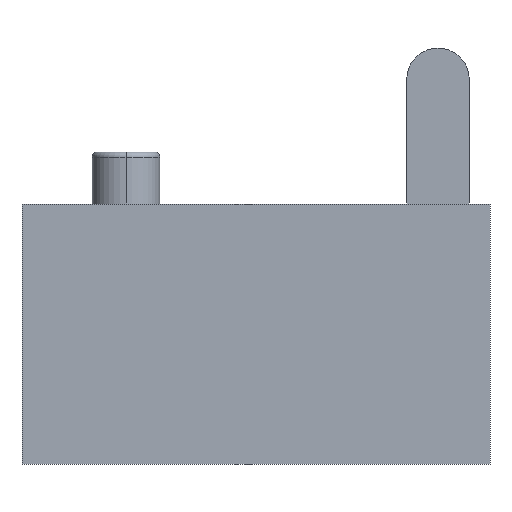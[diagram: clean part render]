
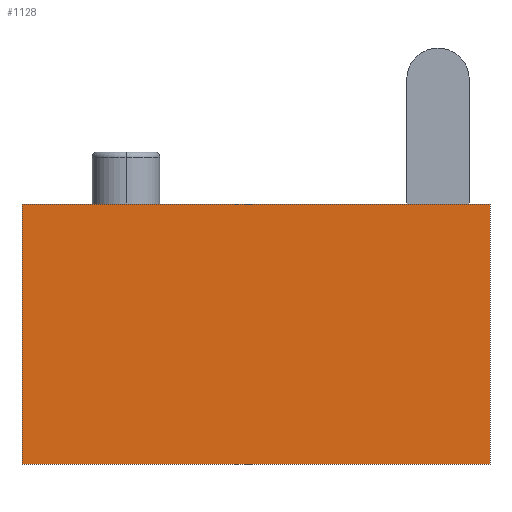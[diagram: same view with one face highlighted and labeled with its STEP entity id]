
A CAD part, left-side view. The second image highlights one B-rep face of the part: STEP entity #1128.
In plain terms, the highlighted planar face has unit normal (-1, 0, 0).
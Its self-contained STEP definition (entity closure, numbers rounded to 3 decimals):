
#42 = LINE ( 'NONE', #1539, #83 ) ;
#83 = VECTOR ( 'NONE', #755, 1000. ) ;
#165 = CARTESIAN_POINT ( 'NONE',  ( -3., 0., 2.5 ) ) ;
#210 = EDGE_LOOP ( 'NONE', ( #1246, #1218, #1046, #224 ) ) ;
#224 = ORIENTED_EDGE ( 'NONE', *, *, #962, .T. ) ;
#288 = CARTESIAN_POINT ( 'NONE',  ( -3., 9., -2.5 ) ) ;
#341 = EDGE_CURVE ( 'NONE', #515, #351, #1350, .T. ) ;
#351 = VERTEX_POINT ( 'NONE', #1343 ) ;
#515 = VERTEX_POINT ( 'NONE', #288 ) ;
#575 = VECTOR ( 'NONE', #1279, 1000. ) ;
#600 = CARTESIAN_POINT ( 'NONE',  ( -3., 0., -2.5 ) ) ;
#696 = DIRECTION ( 'NONE',  ( 0., 0., 1. ) ) ;
#755 = DIRECTION ( 'NONE',  ( 0., -1., 0. ) ) ;
#799 = CARTESIAN_POINT ( 'NONE',  ( -3., 0., 2.5 ) ) ;
#829 = DIRECTION ( 'NONE',  ( 1., 0., 0. ) ) ;
#904 = VECTOR ( 'NONE', #696, 1000. ) ;
#920 = LINE ( 'NONE', #1144, #575 ) ;
#962 = EDGE_CURVE ( 'NONE', #515, #1396, #42, .T. ) ;
#1046 = ORIENTED_EDGE ( 'NONE', *, *, #341, .F. ) ;
#1102 = AXIS2_PLACEMENT_3D ( 'NONE', #1554, #829, #1448 ) ;
#1105 = EDGE_CURVE ( 'NONE', #1396, #1604, #1130, .T. ) ;
#1128 = ADVANCED_FACE ( 'NONE', ( #1589 ), #1433, .F. ) ;
#1130 = LINE ( 'NONE', #799, #904 ) ;
#1139 = VECTOR ( 'NONE', #1222, 1000. ) ;
#1144 = CARTESIAN_POINT ( 'NONE',  ( -3., 9., 2.5 ) ) ;
#1218 = ORIENTED_EDGE ( 'NONE', *, *, #1504, .F. ) ;
#1222 = DIRECTION ( 'NONE',  ( 0., 0., 1. ) ) ;
#1246 = ORIENTED_EDGE ( 'NONE', *, *, #1105, .T. ) ;
#1279 = DIRECTION ( 'NONE',  ( 0., -1., 0. ) ) ;
#1343 = CARTESIAN_POINT ( 'NONE',  ( -3., 9., 2.5 ) ) ;
#1350 = LINE ( 'NONE', #1461, #1139 ) ;
#1396 = VERTEX_POINT ( 'NONE', #600 ) ;
#1433 = PLANE ( 'NONE',  #1102 ) ;
#1448 = DIRECTION ( 'NONE',  ( 0., 0., -1. ) ) ;
#1461 = CARTESIAN_POINT ( 'NONE',  ( -3., 9., 2.5 ) ) ;
#1504 = EDGE_CURVE ( 'NONE', #351, #1604, #920, .T. ) ;
#1539 = CARTESIAN_POINT ( 'NONE',  ( -3., 9., -2.5 ) ) ;
#1554 = CARTESIAN_POINT ( 'NONE',  ( -3., 9., 2.5 ) ) ;
#1589 = FACE_OUTER_BOUND ( 'NONE', #210, .T. ) ;
#1604 = VERTEX_POINT ( 'NONE', #165 ) ;
